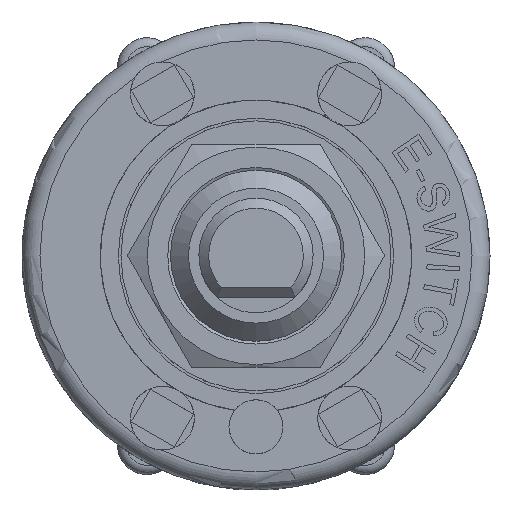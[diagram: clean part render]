
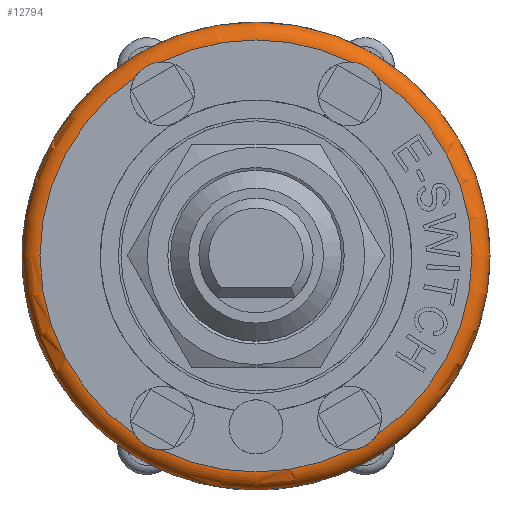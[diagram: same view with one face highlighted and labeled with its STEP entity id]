
A CAD part, top view. The second image highlights one B-rep face of the part: STEP entity #12794.
In plain terms, the highlighted toroidal (fillet/blend) face has major radius 12 mm and minor radius 1 mm.
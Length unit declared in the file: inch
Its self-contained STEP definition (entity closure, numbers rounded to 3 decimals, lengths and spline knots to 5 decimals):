
#26=TOROIDAL_SURFACE('',#13440,0.47244,0.03937);
#637=B_SPLINE_CURVE_WITH_KNOTS('',3,(#22154,#22155,#22156,#22157,#22158,
#22159,#22160,#22161,#22162,#22163,#22164,#22165),.UNSPECIFIED.,.F.,.F.,
(4,2,2,2,2,4),(-0.26924,-0.24463,-0.21597,
-0.19207,-0.16451,-0.13568),.UNSPECIFIED.);
#638=B_SPLINE_CURVE_WITH_KNOTS('',3,(#22177,#22178,#22179,#22180,#22181,
#22182,#22183,#22184,#22185,#22186,#22187,#22188),.UNSPECIFIED.,.F.,.F.,
(4,2,2,2,2,4),(-0.26924,-0.24463,-0.21597,
-0.19207,-0.16451,-0.13568),.UNSPECIFIED.);
#639=B_SPLINE_CURVE_WITH_KNOTS('',3,(#22205,#22206,#22207,#22208,#22209,
#22210,#22211,#22212,#22213,#22214,#22215,#22216),.UNSPECIFIED.,.F.,.F.,
(4,2,2,2,2,4),(-0.26924,-0.24463,-0.21597,
-0.19207,-0.16451,-0.13568),.UNSPECIFIED.);
#640=B_SPLINE_CURVE_WITH_KNOTS('',3,(#22238,#22239,#22240,#22241,#22242,
#22243,#22244,#22245,#22246,#22247,#22248,#22249),.UNSPECIFIED.,.F.,.F.,
(4,2,2,2,2,4),(-0.26924,-0.24463,-0.21597,
-0.19207,-0.16451,-0.13568),.UNSPECIFIED.);
#1761=FACE_OUTER_BOUND('',#2522,.T.);
#2522=EDGE_LOOP('',(#11848,#11849,#11850,#11851,#11852,#11853,#11854,#11855,
#11856,#11857,#11858,#11859));
#5336=CIRCLE('',#13393,0.51181);
#5363=CIRCLE('',#13441,0.03937);
#5364=CIRCLE('',#13442,0.47244);
#5365=CIRCLE('',#13443,0.47244);
#5366=CIRCLE('',#13444,0.47244);
#5367=CIRCLE('',#13445,0.47244);
#5368=CIRCLE('',#13446,0.47244);
#6538=VERTEX_POINT('',#22116);
#6546=VERTEX_POINT('',#22152);
#6547=VERTEX_POINT('',#22153);
#6550=VERTEX_POINT('',#22175);
#6551=VERTEX_POINT('',#22176);
#6556=VERTEX_POINT('',#22203);
#6557=VERTEX_POINT('',#22204);
#6564=VERTEX_POINT('',#22236);
#6565=VERTEX_POINT('',#22237);
#6568=VERTEX_POINT('',#22259);
#8337=EDGE_CURVE('',#6538,#6538,#5336,.T.);
#8355=EDGE_CURVE('',#6546,#6547,#637,.T.);
#8361=EDGE_CURVE('',#6550,#6551,#638,.T.);
#8369=EDGE_CURVE('',#6556,#6557,#639,.T.);
#8379=EDGE_CURVE('',#6564,#6565,#640,.T.);
#8385=EDGE_CURVE('',#6538,#6568,#5363,.T.);
#8386=EDGE_CURVE('',#6568,#6556,#5364,.T.);
#8387=EDGE_CURVE('',#6557,#6550,#5365,.T.);
#8388=EDGE_CURVE('',#6551,#6546,#5366,.T.);
#8389=EDGE_CURVE('',#6547,#6564,#5367,.T.);
#8390=EDGE_CURVE('',#6565,#6568,#5368,.T.);
#11848=ORIENTED_EDGE('',*,*,#8337,.T.);
#11849=ORIENTED_EDGE('',*,*,#8385,.T.);
#11850=ORIENTED_EDGE('',*,*,#8386,.T.);
#11851=ORIENTED_EDGE('',*,*,#8369,.T.);
#11852=ORIENTED_EDGE('',*,*,#8387,.T.);
#11853=ORIENTED_EDGE('',*,*,#8361,.T.);
#11854=ORIENTED_EDGE('',*,*,#8388,.T.);
#11855=ORIENTED_EDGE('',*,*,#8355,.T.);
#11856=ORIENTED_EDGE('',*,*,#8389,.T.);
#11857=ORIENTED_EDGE('',*,*,#8379,.T.);
#11858=ORIENTED_EDGE('',*,*,#8390,.T.);
#11859=ORIENTED_EDGE('',*,*,#8385,.F.);
#12794=ADVANCED_FACE('',(#1761),#26,.T.);
#13393=AXIS2_PLACEMENT_3D('',#22117,#15889,#15890);
#13440=AXIS2_PLACEMENT_3D('',#22258,#16000,#16001);
#13441=AXIS2_PLACEMENT_3D('',#22260,#16002,#16003);
#13442=AXIS2_PLACEMENT_3D('',#22261,#16004,#16005);
#13443=AXIS2_PLACEMENT_3D('',#22262,#16006,#16007);
#13444=AXIS2_PLACEMENT_3D('',#22263,#16008,#16009);
#13445=AXIS2_PLACEMENT_3D('',#22264,#16010,#16011);
#13446=AXIS2_PLACEMENT_3D('',#22265,#16012,#16013);
#15889=DIRECTION('center_axis',(0.,0.,1.));
#15890=DIRECTION('ref_axis',(-1.,0.,0.));
#16000=DIRECTION('center_axis',(0.,0.,-1.));
#16001=DIRECTION('ref_axis',(-1.,0.,0.));
#16002=DIRECTION('center_axis',(0.,-1.,0.));
#16003=DIRECTION('ref_axis',(1.,0.,0.));
#16004=DIRECTION('center_axis',(0.,0.,-1.));
#16005=DIRECTION('ref_axis',(-1.,0.,0.));
#16006=DIRECTION('center_axis',(0.,0.,-1.));
#16007=DIRECTION('ref_axis',(-1.,0.,0.));
#16008=DIRECTION('center_axis',(0.,0.,-1.));
#16009=DIRECTION('ref_axis',(-1.,0.,0.));
#16010=DIRECTION('center_axis',(0.,0.,-1.));
#16011=DIRECTION('ref_axis',(-1.,0.,0.));
#16012=DIRECTION('center_axis',(0.,0.,-1.));
#16013=DIRECTION('ref_axis',(-1.,0.,0.));
#22116=CARTESIAN_POINT('',(0.51181,0.,0.37402));
#22117=CARTESIAN_POINT('Origin',(0.,0.,0.37402));
#22152=CARTESIAN_POINT('',(-0.26379,0.39194,0.41339));
#22153=CARTESIAN_POINT('',(-0.20753,0.42442,0.41339));
#22154=CARTESIAN_POINT('Ctrl Pts',(-0.26379,0.39194,
0.41339));
#22155=CARTESIAN_POINT('Ctrl Pts',(-0.26165,0.39532,
0.41339));
#22156=CARTESIAN_POINT('Ctrl Pts',(-0.25918,0.39859,
0.41329));
#22157=CARTESIAN_POINT('Ctrl Pts',(-0.25306,0.40529,
0.41304));
#22158=CARTESIAN_POINT('Ctrl Pts',(-0.2494,0.40855,
0.4129));
#22159=CARTESIAN_POINT('Ctrl Pts',(-0.24211,0.41377,
0.41277));
#22160=CARTESIAN_POINT('Ctrl Pts',(-0.2386,0.41585,
0.41276));
#22161=CARTESIAN_POINT('Ctrl Pts',(-0.23069,0.41964,
0.41286));
#22162=CARTESIAN_POINT('Ctrl Pts',(-0.22626,0.42124,
0.41299));
#22163=CARTESIAN_POINT('Ctrl Pts',(-0.21694,0.42357,
0.41325));
#22164=CARTESIAN_POINT('Ctrl Pts',(-0.21219,0.42423,
0.41339));
#22165=CARTESIAN_POINT('Ctrl Pts',(-0.20753,0.42442,
0.41339));
#22175=CARTESIAN_POINT('',(-0.20753,-0.42442,0.41339));
#22176=CARTESIAN_POINT('',(-0.26379,-0.39194,0.41339));
#22177=CARTESIAN_POINT('Ctrl Pts',(-0.20753,-0.42442,
0.41339));
#22178=CARTESIAN_POINT('Ctrl Pts',(-0.21153,-0.42426,
0.41339));
#22179=CARTESIAN_POINT('Ctrl Pts',(-0.2156,-0.42375,
0.41329));
#22180=CARTESIAN_POINT('Ctrl Pts',(-0.22446,-0.42181,
0.41304));
#22181=CARTESIAN_POINT('Ctrl Pts',(-0.22911,-0.42026,
0.4129));
#22182=CARTESIAN_POINT('Ctrl Pts',(-0.23728,-0.41656,
0.41277));
#22183=CARTESIAN_POINT('Ctrl Pts',(-0.24084,-0.41456,
0.41276));
#22184=CARTESIAN_POINT('Ctrl Pts',(-0.24808,-0.4096,
0.41286));
#22185=CARTESIAN_POINT('Ctrl Pts',(-0.25168,-0.40656,
0.41299));
#22186=CARTESIAN_POINT('Ctrl Pts',(-0.25836,-0.39966,
0.41325));
#22187=CARTESIAN_POINT('Ctrl Pts',(-0.2613,-0.39588,
0.41339));
#22188=CARTESIAN_POINT('Ctrl Pts',(-0.26379,-0.39194,
0.41339));
#22203=CARTESIAN_POINT('',(0.26379,-0.39194,0.41339));
#22204=CARTESIAN_POINT('',(0.20753,-0.42442,0.41339));
#22205=CARTESIAN_POINT('Ctrl Pts',(0.26379,-0.39194,
0.41339));
#22206=CARTESIAN_POINT('Ctrl Pts',(0.26165,-0.39532,
0.41339));
#22207=CARTESIAN_POINT('Ctrl Pts',(0.25918,-0.39859,
0.41329));
#22208=CARTESIAN_POINT('Ctrl Pts',(0.25306,-0.40529,
0.41304));
#22209=CARTESIAN_POINT('Ctrl Pts',(0.2494,-0.40855,
0.4129));
#22210=CARTESIAN_POINT('Ctrl Pts',(0.24211,-0.41377,
0.41277));
#22211=CARTESIAN_POINT('Ctrl Pts',(0.2386,-0.41585,
0.41276));
#22212=CARTESIAN_POINT('Ctrl Pts',(0.23069,-0.41964,
0.41286));
#22213=CARTESIAN_POINT('Ctrl Pts',(0.22626,-0.42124,
0.41299));
#22214=CARTESIAN_POINT('Ctrl Pts',(0.21694,-0.42357,
0.41325));
#22215=CARTESIAN_POINT('Ctrl Pts',(0.21219,-0.42423,
0.41339));
#22216=CARTESIAN_POINT('Ctrl Pts',(0.20753,-0.42442,
0.41339));
#22236=CARTESIAN_POINT('',(0.20753,0.42442,0.41339));
#22237=CARTESIAN_POINT('',(0.26379,0.39194,0.41339));
#22238=CARTESIAN_POINT('Ctrl Pts',(0.20753,0.42442,0.41339));
#22239=CARTESIAN_POINT('Ctrl Pts',(0.21153,0.42426,
0.41339));
#22240=CARTESIAN_POINT('Ctrl Pts',(0.2156,0.42375,
0.41329));
#22241=CARTESIAN_POINT('Ctrl Pts',(0.22446,0.42181,0.41304));
#22242=CARTESIAN_POINT('Ctrl Pts',(0.22911,0.42026,
0.4129));
#22243=CARTESIAN_POINT('Ctrl Pts',(0.23728,0.41656,0.41277));
#22244=CARTESIAN_POINT('Ctrl Pts',(0.24084,0.41456,
0.41276));
#22245=CARTESIAN_POINT('Ctrl Pts',(0.24808,0.4096,
0.41286));
#22246=CARTESIAN_POINT('Ctrl Pts',(0.25168,0.40656,
0.41299));
#22247=CARTESIAN_POINT('Ctrl Pts',(0.25836,0.39966,
0.41325));
#22248=CARTESIAN_POINT('Ctrl Pts',(0.2613,0.39588,
0.41339));
#22249=CARTESIAN_POINT('Ctrl Pts',(0.26379,0.39194,
0.41339));
#22258=CARTESIAN_POINT('Origin',(0.,0.,0.37402));
#22259=CARTESIAN_POINT('',(0.47244,0.,0.41339));
#22260=CARTESIAN_POINT('Origin',(0.47244,0.,
0.37402));
#22261=CARTESIAN_POINT('Origin',(0.,0.,0.41339));
#22262=CARTESIAN_POINT('Origin',(0.,0.,0.41339));
#22263=CARTESIAN_POINT('Origin',(0.,0.,0.41339));
#22264=CARTESIAN_POINT('Origin',(0.,0.,0.41339));
#22265=CARTESIAN_POINT('Origin',(0.,0.,0.41339));
